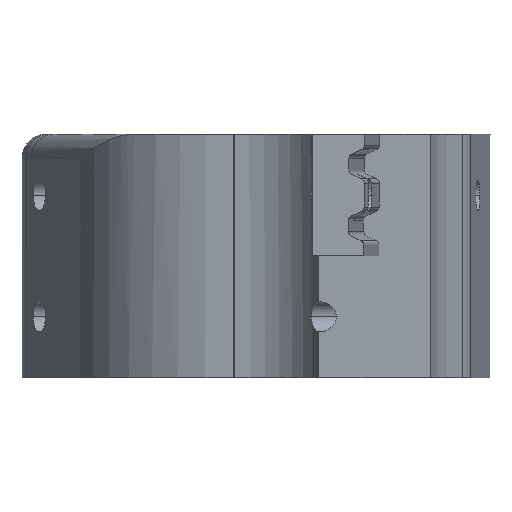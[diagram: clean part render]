
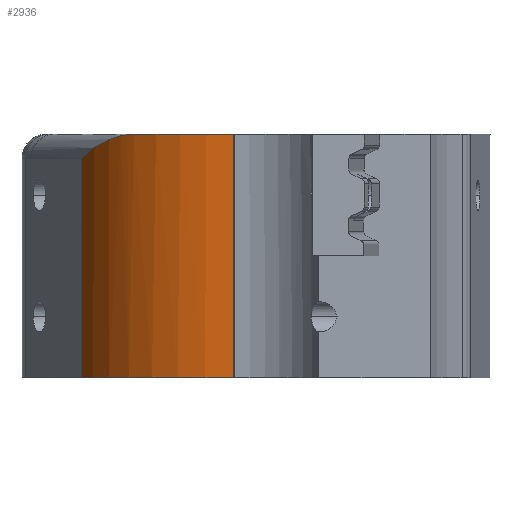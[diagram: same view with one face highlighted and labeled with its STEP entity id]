
A CAD part, left-side view. The second image highlights one B-rep face of the part: STEP entity #2936.
In plain terms, the highlighted cylindrical face has radius 14.375 mm (diameter 28.75 mm), a partial arc.
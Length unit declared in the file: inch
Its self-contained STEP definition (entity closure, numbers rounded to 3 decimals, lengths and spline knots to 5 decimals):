
#141 = ORIENTED_EDGE ( 'NONE', *, *, #526, .F. ) ;
#220 = CARTESIAN_POINT ( 'NONE',  ( 0.39022, 0.00056, 0.7874 ) ) ;
#231 = CARTESIAN_POINT ( 'NONE',  ( 0.20339, 0.53477, 0.7874 ) ) ;
#247 = CARTESIAN_POINT ( 'NONE',  ( 0.20339, 0.53477, 0.70866 ) ) ;
#353 = ORIENTED_EDGE ( 'NONE', *, *, #2897, .F. ) ;
#446 = CARTESIAN_POINT ( 'NONE',  ( 0.20339, 0.53477, 0. ) ) ;
#450 = CARTESIAN_POINT ( 'NONE',  ( 0.18035, 0.52619, 0.71782 ) ) ;
#526 = EDGE_CURVE ( 'NONE', #1485, #2299, #2569, .T. ) ;
#550 = VECTOR ( 'NONE', #611, 39.37008 ) ;
#611 = DIRECTION ( 'NONE',  ( 0., 0., -1. ) ) ;
#670 = CARTESIAN_POINT ( 'NONE',  ( -0.17419, 0.04227, 0.7874 ) ) ;
#674 = CARTESIAN_POINT ( 'NONE',  ( 0.15776, 0.5167, 0.72686 ) ) ;
#706 = DIRECTION ( 'NONE',  ( 0., 0., 1. ) ) ;
#714 = EDGE_CURVE ( 'NONE', #1435, #2654, #1355, .T. ) ;
#731 = CARTESIAN_POINT ( 'NONE',  ( 0.11383, 0.49503, 0.74436 ) ) ;
#811 = EDGE_LOOP ( 'NONE', ( #2852, #1808, #353, #2864, #141 ) ) ;
#877 = CARTESIAN_POINT ( 'NONE',  ( -0.17419, 0.04227, 0.7874 ) ) ;
#931 = CARTESIAN_POINT ( 'NONE',  ( 0.19764, 0.53276, 0.71093 ) ) ;
#950 = CARTESIAN_POINT ( 'NONE',  ( -0.04244, 0.36538, 0.7874 ) ) ;
#1162 = DIRECTION ( 'NONE',  ( 0., 0., 1. ) ) ;
#1178 = DIRECTION ( 'NONE',  ( 1., 0., 0. ) ) ;
#1207 = CARTESIAN_POINT ( 'NONE',  ( 0.14665, 0.51156, 0.73132 ) ) ;
#1221 = B_SPLINE_CURVE_WITH_KNOTS ( 'NONE', 3,
 ( #247, #931, #2803, #450, #1652, #674, #1207, #731, #1880, #2828, #1665, #2597, #2327, #950 ),
 .UNSPECIFIED., .F., .F.,
 ( 4, 2, 2, 2, 2, 2, 4 ),
 ( -0.00002, 0.00047, 0.00097, 0.00196, 0.00393, 0.00591, 0.00789 ),
 .UNSPECIFIED. ) ;
#1355 = LINE ( 'NONE', #877, #550 ) ;
#1435 = VERTEX_POINT ( 'NONE', #670 ) ;
#1446 = CARTESIAN_POINT ( 'NONE',  ( 0.39022, 0.00056, 0. ) ) ;
#1485 = VERTEX_POINT ( 'NONE', #446 ) ;
#1618 = DIRECTION ( 'NONE',  ( -1., 0., 0. ) ) ;
#1646 = AXIS2_PLACEMENT_3D ( 'NONE', #1446, #2164, #1618 ) ;
#1648 = AXIS2_PLACEMENT_3D ( 'NONE', #2862, #1162, #1903 ) ;
#1652 = CARTESIAN_POINT ( 'NONE',  ( 0.17467, 0.52388, 0.72009 ) ) ;
#1665 = CARTESIAN_POINT ( 'NONE',  ( 0.031, 0.43864, 0.77428 ) ) ;
#1668 = FACE_OUTER_BOUND ( 'NONE', #811, .T. ) ;
#1808 = ORIENTED_EDGE ( 'NONE', *, *, #714, .F. ) ;
#1880 = CARTESIAN_POINT ( 'NONE',  ( 0.0926, 0.48257, 0.75266 ) ) ;
#1903 = DIRECTION ( 'NONE',  ( 1., 0., 0. ) ) ;
#2113 = DIRECTION ( 'NONE',  ( 0., 0., 1. ) ) ;
#2164 = DIRECTION ( 'NONE',  ( 0., 0., -1. ) ) ;
#2299 = VERTEX_POINT ( 'NONE', #2355 ) ;
#2327 = CARTESIAN_POINT ( 'NONE',  ( -0.02535, 0.38566, 0.7874 ) ) ;
#2346 = CYLINDRICAL_SURFACE ( 'NONE', #2838, 0.56594 ) ;
#2355 = CARTESIAN_POINT ( 'NONE',  ( 0.20339, 0.53477, 0.70866 ) ) ;
#2377 = VERTEX_POINT ( 'NONE', #2859 ) ;
#2441 = EDGE_CURVE ( 'NONE', #2299, #2377, #1221, .T. ) ;
#2448 = EDGE_CURVE ( 'NONE', #2654, #1485, #2792, .T. ) ;
#2569 = LINE ( 'NONE', #231, #2687 ) ;
#2597 = CARTESIAN_POINT ( 'NONE',  ( -0.00726, 0.40425, 0.78412 ) ) ;
#2654 = VERTEX_POINT ( 'NONE', #3040 ) ;
#2687 = VECTOR ( 'NONE', #2113, 39.37008 ) ;
#2704 = CIRCLE ( 'NONE', #1648, 0.56594 ) ;
#2792 = CIRCLE ( 'NONE', #1646, 0.56594 ) ;
#2803 = CARTESIAN_POINT ( 'NONE',  ( 0.19181, 0.53062, 0.71325 ) ) ;
#2828 = CARTESIAN_POINT ( 'NONE',  ( 0.05126, 0.45446, 0.76759 ) ) ;
#2838 = AXIS2_PLACEMENT_3D ( 'NONE', #220, #706, #1178 ) ;
#2852 = ORIENTED_EDGE ( 'NONE', *, *, #2448, .F. ) ;
#2859 = CARTESIAN_POINT ( 'NONE',  ( -0.04244, 0.36538, 0.7874 ) ) ;
#2862 = CARTESIAN_POINT ( 'NONE',  ( 0.39022, 0.00056, 0.7874 ) ) ;
#2864 = ORIENTED_EDGE ( 'NONE', *, *, #2441, .F. ) ;
#2897 = EDGE_CURVE ( 'NONE', #2377, #1435, #2704, .T. ) ;
#2936 = ADVANCED_FACE ( 'NONE', ( #1668 ), #2346, .T. ) ;
#3040 = CARTESIAN_POINT ( 'NONE',  ( -0.17419, 0.04227, 0. ) ) ;
